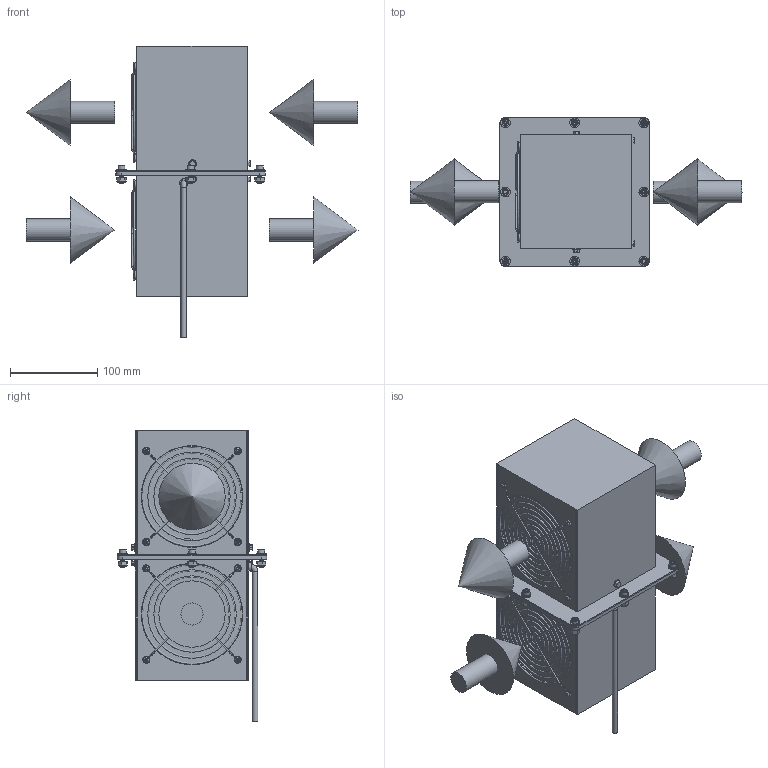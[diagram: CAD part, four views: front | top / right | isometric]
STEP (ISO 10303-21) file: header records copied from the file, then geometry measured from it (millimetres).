
FILE_DESCRIPTION (( 'STEP AP214' ), '1' );
FILE_NAME ('ACT-HPC-15 Standard for Distribution.STEP', '2017-03-22T19:57:34', ( '' ), ( '' ), 'SwSTEP 2.0', 'SolidWorks 2016', '' );
FILE_SCHEMA (( 'AUTOMOTIVE_DESIGN' ));
Length unit declared in the file: inch
Products named in the file (1): ACT-HPC-15 Standard for Distribution
Bounding box: 381 x 171.45 x 334.96 mm (x, y, z)
Surface area: 447436.9 mm2 (no closed solid volume)
Topology: 0 solids, 100 shells, 499 faces, 1484 edges, 1027 vertices
Faces by surface type: plane 239, cone 95, cylinder 89, torus 60, sphere 8, bspline 8
Full cylindrical faces by diameter (mm): 1.8 x24, 6.35 x1, 6.655 x7, 7.937 x3, 7.938 x5, 8.839 x8, 9.525 x1, 11.112 x4, 11.113 x4, 25.4 x4
Entity records: 31808 total; most frequent: CARTESIAN_POINT 13412, DIRECTION 2504, ORIENTED_EDGE 1831, EDGE_CURVE 1287, AXIS2_PLACEMENT_3D 1020, VERTEX_POINT 974, EDGE_LOOP 720, FACE_OUTER_BOUND 596
